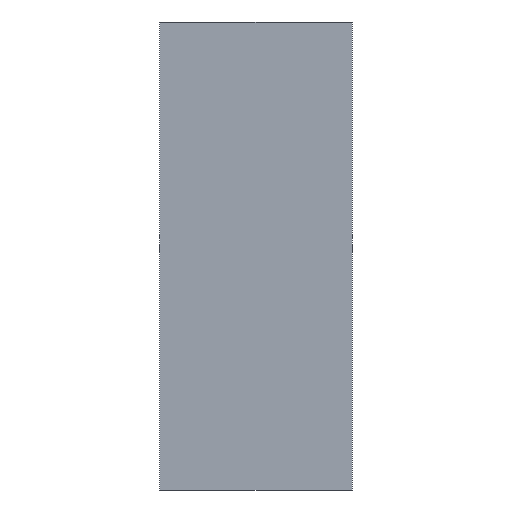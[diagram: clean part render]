
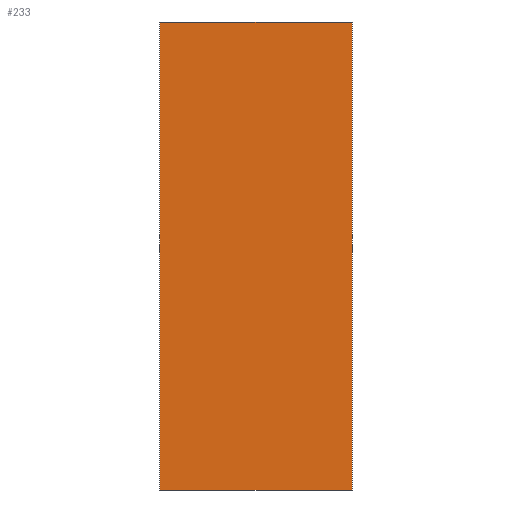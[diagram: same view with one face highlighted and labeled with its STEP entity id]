
A CAD part, front view. The second image highlights one B-rep face of the part: STEP entity #233.
In plain terms, the highlighted planar face has unit normal (0, -1, 0).
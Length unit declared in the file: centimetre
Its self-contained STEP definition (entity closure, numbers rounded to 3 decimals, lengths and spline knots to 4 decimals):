
#5 = LINE ( 'NONE', #160, #108 ) ;
#21 = ORIENTED_EDGE ( 'NONE', *, *, #136, .F. ) ;
#24 = CARTESIAN_POINT ( 'NONE',  ( 7., 0., -17. ) ) ;
#28 = VERTEX_POINT ( 'NONE', #83 ) ;
#54 = CARTESIAN_POINT ( 'NONE',  ( -7., 0., -17. ) ) ;
#55 = PLANE ( 'NONE',  #73 ) ;
#66 = LINE ( 'NONE', #106, #98 ) ;
#73 = AXIS2_PLACEMENT_3D ( 'NONE', #191, #153, #169 ) ;
#76 = VERTEX_POINT ( 'NONE', #54 ) ;
#81 = CARTESIAN_POINT ( 'NONE',  ( 7., 0., 17. ) ) ;
#83 = CARTESIAN_POINT ( 'NONE',  ( -7., 0., 17. ) ) ;
#87 = CARTESIAN_POINT ( 'NONE',  ( -7., 0., 17. ) ) ;
#98 = VECTOR ( 'NONE', #212, 100. ) ;
#105 = EDGE_CURVE ( 'NONE', #76, #28, #206, .T. ) ;
#106 = CARTESIAN_POINT ( 'NONE',  ( 7., 0., 17. ) ) ;
#108 = VECTOR ( 'NONE', #225, 100. ) ;
#111 = ORIENTED_EDGE ( 'NONE', *, *, #140, .F. ) ;
#114 = ORIENTED_EDGE ( 'NONE', *, *, #105, .F. ) ;
#118 = FACE_OUTER_BOUND ( 'NONE', #148, .T. ) ;
#127 = DIRECTION ( 'NONE',  ( 1., 0., 0. ) ) ;
#134 = CARTESIAN_POINT ( 'NONE',  ( -7., 0., 17. ) ) ;
#135 = DIRECTION ( 'NONE',  ( 0., 0., 1. ) ) ;
#136 = EDGE_CURVE ( 'NONE', #209, #188, #66, .T. ) ;
#140 = EDGE_CURVE ( 'NONE', #28, #209, #226, .T. ) ;
#148 = EDGE_LOOP ( 'NONE', ( #21, #111, #114, #213 ) ) ;
#153 = DIRECTION ( 'NONE',  ( 0., -1., 0. ) ) ;
#159 = EDGE_CURVE ( 'NONE', #188, #76, #5, .T. ) ;
#160 = CARTESIAN_POINT ( 'NONE',  ( -7., 0., -17. ) ) ;
#169 = DIRECTION ( 'NONE',  ( 0., 0., -1. ) ) ;
#188 = VERTEX_POINT ( 'NONE', #24 ) ;
#191 = CARTESIAN_POINT ( 'NONE',  ( 0., 0., 0. ) ) ;
#206 = LINE ( 'NONE', #134, #231 ) ;
#209 = VERTEX_POINT ( 'NONE', #81 ) ;
#210 = VECTOR ( 'NONE', #127, 100. ) ;
#212 = DIRECTION ( 'NONE',  ( 0., 0., -1. ) ) ;
#213 = ORIENTED_EDGE ( 'NONE', *, *, #159, .F. ) ;
#225 = DIRECTION ( 'NONE',  ( -1., 0., 0. ) ) ;
#226 = LINE ( 'NONE', #87, #210 ) ;
#231 = VECTOR ( 'NONE', #135, 100. ) ;
#233 = ADVANCED_FACE ( 'NONE', ( #118 ), #55, .T. ) ;
